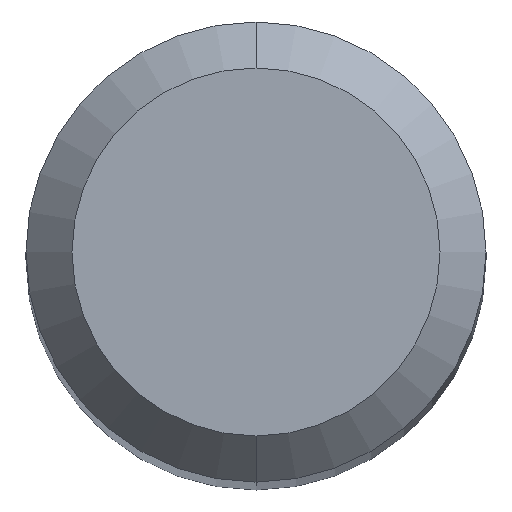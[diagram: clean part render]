
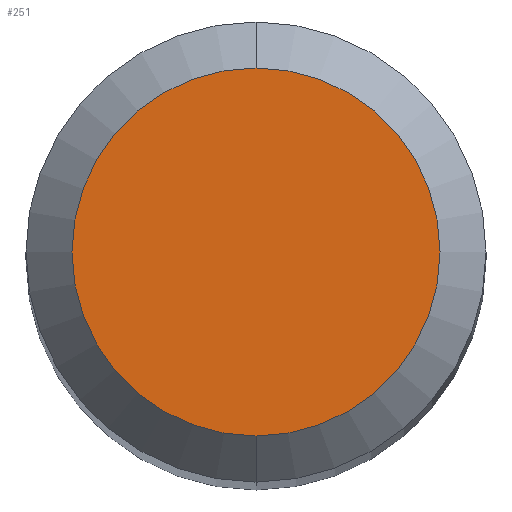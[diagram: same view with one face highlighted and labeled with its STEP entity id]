
A CAD part, top view. The second image highlights one B-rep face of the part: STEP entity #251.
In plain terms, the highlighted planar face has unit normal (0, 0, 1).
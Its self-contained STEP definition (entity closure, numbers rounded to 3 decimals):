
#183=VERTEX_POINT('',#491);
#199=VERTEX_POINT('',#507);
#251=ADVANCED_FACE('',(#565),#566,.T.);
#333=EDGE_CURVE('',#183,#199,#654,.T.);
#389=EDGE_CURVE('',#199,#183,#716,.T.);
#491=CARTESIAN_POINT('',(0.,-1.2,0.));
#507=CARTESIAN_POINT('',(0.0,1.2,0.));
#565=FACE_OUTER_BOUND('',#936,.T.);
#566=PLANE('',#937);
#654=CIRCLE('',#1167,1.2);
#716=CIRCLE('',#1305,1.2);
#936=EDGE_LOOP('',(#1540,#1541));
#937=AXIS2_PLACEMENT_3D('',#1542,#1543,#1544);
#1167=AXIS2_PLACEMENT_3D('',#1628,#1629,#1630);
#1305=AXIS2_PLACEMENT_3D('',#1704,#1705,#1706);
#1540=ORIENTED_EDGE('',*,*,#389,.F.);
#1541=ORIENTED_EDGE('',*,*,#333,.F.);
#1542=CARTESIAN_POINT('',(0.0,0.6,0.));
#1543=DIRECTION('',(-0.0,0.0,1.0));
#1544=DIRECTION('',(0.0,-1.0,0.0));
#1628=CARTESIAN_POINT('',(0.0,0.0,0.));
#1629=DIRECTION('',(0.0,0.0,-1.0));
#1630=DIRECTION('',(0.0,1.0,0.0));
#1704=CARTESIAN_POINT('',(0.0,0.0,0.));
#1705=DIRECTION('',(0.0,0.0,-1.0));
#1706=DIRECTION('',(0.0,1.0,0.0));
